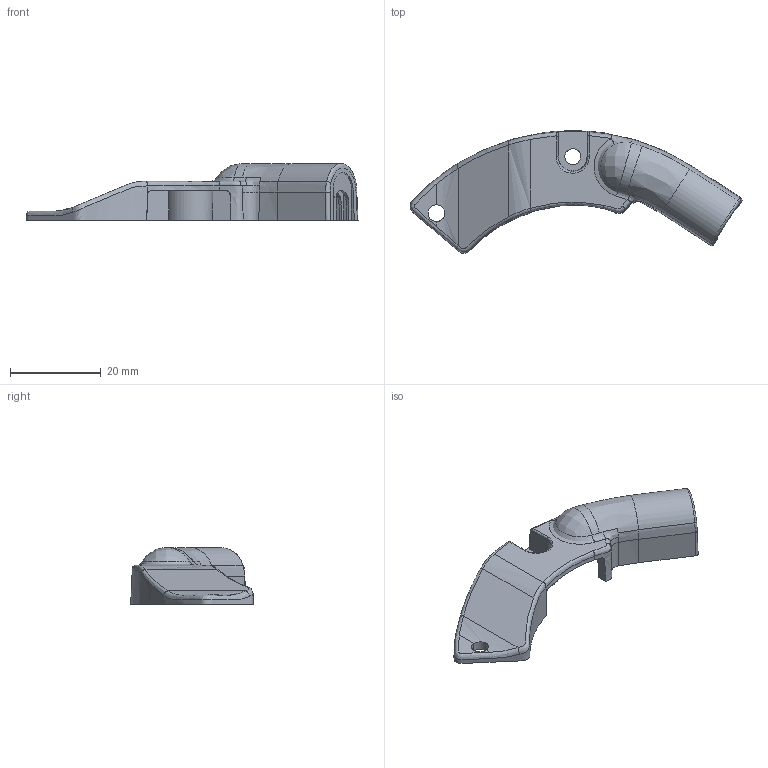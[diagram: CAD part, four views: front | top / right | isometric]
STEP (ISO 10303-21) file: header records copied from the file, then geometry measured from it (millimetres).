
FILE_DESCRIPTION (( 'STEP AP214' ), '1' );
FILE_NAME ('大小腿关节压线盖弯L带拔模.STEP', '2021-09-26T08:22:11', ( 'o' ), ( '' ), 'SwSTEP 2.0', 'SolidWorks 2019', '' );
FILE_SCHEMA (( 'AUTOMOTIVE_DESIGN' ));
Length unit declared in the file: millimetre
Products named in the file (1): 大小腿关节压线盖弯L带拔模
Bounding box: 73.23 x 27.06 x 12.5 mm (x, y, z)
Volume: 4528.8 mm3; surface area: 5332.2 mm2
Topology: 1 solids, 1 shells, 220 faces, 611 edges, 395 vertices
Faces by surface type: bspline 118, plane 80, cylinder 22
Entity records: 18242 total; most frequent: CARTESIAN_POINT 13951, ORIENTED_EDGE 1218, EDGE_CURVE 609, B_SPLINE_CURVE_WITH_KNOTS 437, VERTEX_POINT 395, DIRECTION 346, EDGE_LOOP 228, FACE_OUTER_BOUND 220
